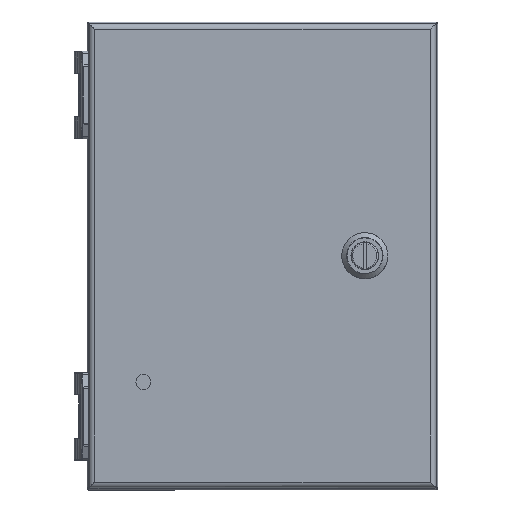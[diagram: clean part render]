
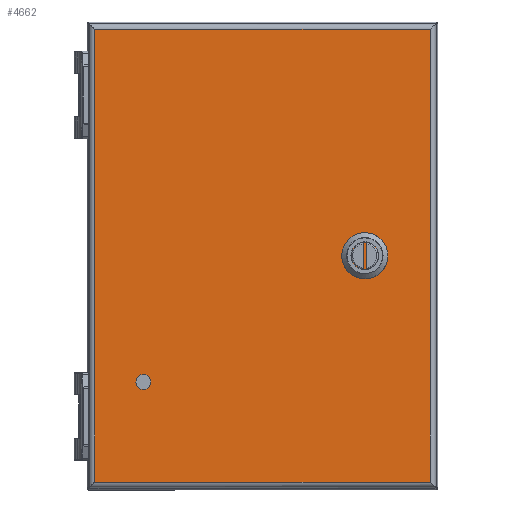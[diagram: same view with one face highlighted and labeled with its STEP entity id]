
A CAD part, top view. The second image highlights one B-rep face of the part: STEP entity #4662.
In plain terms, the highlighted planar face has unit normal (0, 0, 1).
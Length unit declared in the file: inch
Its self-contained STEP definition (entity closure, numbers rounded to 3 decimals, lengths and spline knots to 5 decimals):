
#1716 = CARTESIAN_POINT ( 'NONE',  ( -2.87212, 3.87157, 4.18453 ) ) ;
#3121 = VECTOR ( 'NONE', #10098, 39.37008 ) ;
#3381 = EDGE_LOOP ( 'NONE', ( #3712, #12911, #24298, #30141 ) ) ;
#3712 = ORIENTED_EDGE ( 'NONE', *, *, #52788, .T. ) ;
#4048 = CARTESIAN_POINT ( 'NONE',  ( 0., 0., 4.18453 ) ) ;
#4529 = LINE ( 'NONE', #20177, #34565 ) ;
#4599 = DIRECTION ( 'NONE',  ( 1., 0., 0. ) ) ;
#4662 = ADVANCED_FACE ( 'NONE', ( #50987 ), #25386, .T. ) ;
#9373 = DIRECTION ( 'NONE',  ( 1., 0., 0. ) ) ;
#10098 = DIRECTION ( 'NONE',  ( 0., -1., 0. ) ) ;
#11578 = EDGE_CURVE ( 'NONE', #46647, #40339, #40725, .T. ) ;
#12911 = ORIENTED_EDGE ( 'NONE', *, *, #39643, .T. ) ;
#14859 = DIRECTION ( 'NONE',  ( 0., 1., 0. ) ) ;
#20177 = CARTESIAN_POINT ( 'NONE',  ( 2.87103, 0., 4.18453 ) ) ;
#20586 = CARTESIAN_POINT ( 'NONE',  ( 0., -3.87157, 4.18453 ) ) ;
#21299 = CARTESIAN_POINT ( 'NONE',  ( -2.87212, -3.87157, 4.18453 ) ) ;
#22024 = CARTESIAN_POINT ( 'NONE',  ( 2.87103, 3.87157, 4.18453 ) ) ;
#23970 = VECTOR ( 'NONE', #4599, 39.37008 ) ;
#24298 = ORIENTED_EDGE ( 'NONE', *, *, #11578, .T. ) ;
#25048 = VERTEX_POINT ( 'NONE', #63221 ) ;
#25386 = PLANE ( 'NONE',  #50207 ) ;
#27917 = LINE ( 'NONE', #63182, #62426 ) ;
#30141 = ORIENTED_EDGE ( 'NONE', *, *, #52390, .T. ) ;
#33897 = DIRECTION ( 'NONE',  ( -1., 0., 0. ) ) ;
#34565 = VECTOR ( 'NONE', #14859, 39.37008 ) ;
#39643 = EDGE_CURVE ( 'NONE', #48290, #46647, #27917, .T. ) ;
#39694 = DIRECTION ( 'NONE',  ( 0., 0., 1. ) ) ;
#40339 = VERTEX_POINT ( 'NONE', #21299 ) ;
#40725 = LINE ( 'NONE', #50703, #3121 ) ;
#46647 = VERTEX_POINT ( 'NONE', #1716 ) ;
#48290 = VERTEX_POINT ( 'NONE', #22024 ) ;
#50207 = AXIS2_PLACEMENT_3D ( 'NONE', #4048, #39694, #9373 ) ;
#50703 = CARTESIAN_POINT ( 'NONE',  ( -2.87212, 0., 4.18453 ) ) ;
#50987 = FACE_OUTER_BOUND ( 'NONE', #3381, .T. ) ;
#52390 = EDGE_CURVE ( 'NONE', #40339, #25048, #56186, .T. ) ;
#52788 = EDGE_CURVE ( 'NONE', #25048, #48290, #4529, .T. ) ;
#56186 = LINE ( 'NONE', #20586, #23970 ) ;
#62426 = VECTOR ( 'NONE', #33897, 39.37008 ) ;
#63182 = CARTESIAN_POINT ( 'NONE',  ( 0., 3.87157, 4.18453 ) ) ;
#63221 = CARTESIAN_POINT ( 'NONE',  ( 2.87103, -3.87157, 4.18453 ) ) ;
